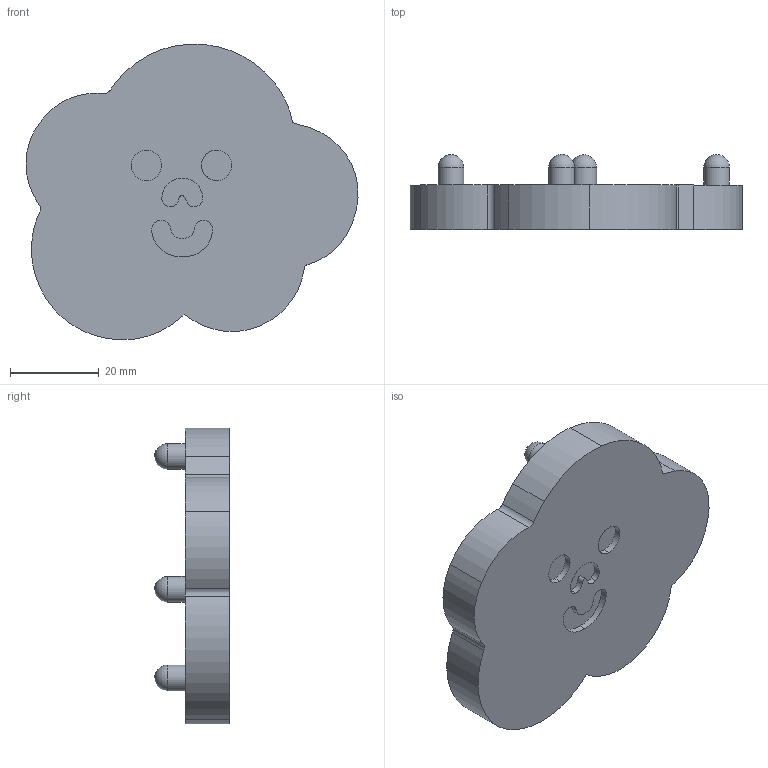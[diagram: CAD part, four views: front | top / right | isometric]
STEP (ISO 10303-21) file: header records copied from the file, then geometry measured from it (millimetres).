
FILE_DESCRIPTION(/* description */ (''),/* implementation_level */ '2;1');
FILE_NAME(/* name */ 'Cloud-embossed.step',/* time_stamp */ '2024-01-11T20:36:12+01:00',/* author */ (''),/* organization */ (''),/* preprocessor_version */ 'ST-DEVELOPER v20',/* originating_system */ 'Autodesk Translation Framework v12.14.0.127',/* authorisation */ '');
FILE_SCHEMA (('AUTOMOTIVE_DESIGN { 1 0 10303 214 3 1 1 }'));
Length unit declared in the file: millimetre
Products named in the file (1): Emojis
Bounding box: 74.98 x 16.9 x 66.76 mm (x, y, z)
Volume: 36846.6 mm3; surface area: 10443.8 mm2
Topology: 1 solids, 1 shells, 64 faces, 171 edges, 114 vertices
Faces by surface type: bspline 43, plane 12, cylinder 5, sphere 4
Full cylindrical faces by diameter (mm): 5.8 x4, 25 x1
Entity records: 2122 total; most frequent: CARTESIAN_POINT 905, ORIENTED_EDGE 334, EDGE_CURVE 167, DIRECTION 143, VERTEX_POINT 114, EDGE_LOOP 73, FACE_OUTER_BOUND 64, ADVANCED_FACE 64
